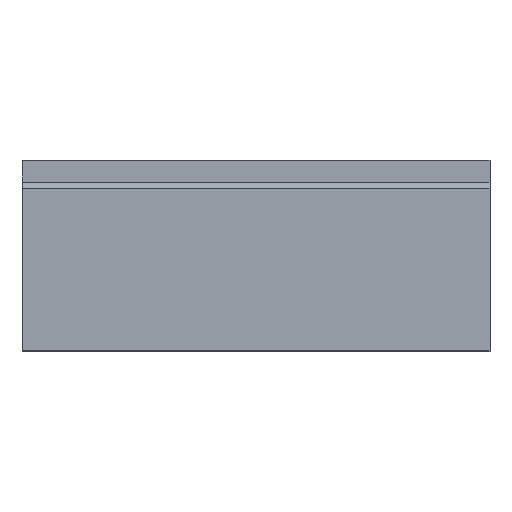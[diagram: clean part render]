
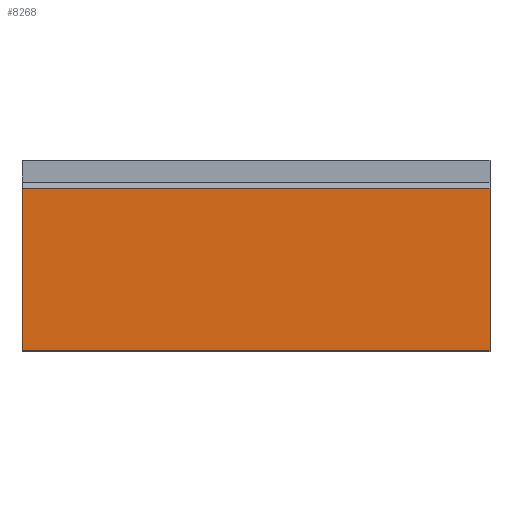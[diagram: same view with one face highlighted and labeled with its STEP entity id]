
A CAD part, top view. The second image highlights one B-rep face of the part: STEP entity #8268.
In plain terms, the highlighted planar face has unit normal (0, 0, 1).
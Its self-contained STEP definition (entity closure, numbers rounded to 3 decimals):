
#41 = DIRECTION ( 'NONE',  ( 0., -1., 0. ) ) ;
#809 = DIRECTION ( 'NONE',  ( 0., -1., 0. ) ) ;
#1666 = LINE ( 'NONE', #2215, #8028 ) ;
#2211 = EDGE_CURVE ( 'NONE', #4156, #10696, #1666, .T. ) ;
#2215 = CARTESIAN_POINT ( 'NONE',  ( 0., 0., 26.85 ) ) ;
#2275 = VECTOR ( 'NONE', #14960, 1000. ) ;
#2596 = FACE_OUTER_BOUND ( 'NONE', #2848, .T. ) ;
#2848 = EDGE_LOOP ( 'NONE', ( #5857, #8344, #11703, #3132 ) ) ;
#3132 = ORIENTED_EDGE ( 'NONE', *, *, #2211, .F. ) ;
#3320 = CARTESIAN_POINT ( 'NONE',  ( -70., -28.5, 26.85 ) ) ;
#3633 = EDGE_CURVE ( 'NONE', #4143, #10696, #7042, .T. ) ;
#3773 = CARTESIAN_POINT ( 'NONE',  ( -70., -4.25, 26.85 ) ) ;
#3866 = VECTOR ( 'NONE', #5890, 1000. ) ;
#4143 = VERTEX_POINT ( 'NONE', #3320 ) ;
#4156 = VERTEX_POINT ( 'NONE', #10470 ) ;
#5109 = CARTESIAN_POINT ( 'NONE',  ( 0., -28.5, 26.85 ) ) ;
#5141 = VERTEX_POINT ( 'NONE', #3773 ) ;
#5168 = AXIS2_PLACEMENT_3D ( 'NONE', #6002, #7197, #41 ) ;
#5820 = CARTESIAN_POINT ( 'NONE',  ( -70., 0., 26.85 ) ) ;
#5857 = ORIENTED_EDGE ( 'NONE', *, *, #12715, .F. ) ;
#5890 = DIRECTION ( 'NONE',  ( 1., 0., 0. ) ) ;
#6002 = CARTESIAN_POINT ( 'NONE',  ( -130.794, 0., 26.85 ) ) ;
#6667 = CARTESIAN_POINT ( 'NONE',  ( -70., -4.25, 26.85 ) ) ;
#7016 = DIRECTION ( 'NONE',  ( 0., 1., 0. ) ) ;
#7042 = LINE ( 'NONE', #12991, #3866 ) ;
#7197 = DIRECTION ( 'NONE',  ( 0., 0., 1. ) ) ;
#7892 = LINE ( 'NONE', #6667, #2275 ) ;
#8028 = VECTOR ( 'NONE', #809, 1000. ) ;
#8268 = ADVANCED_FACE ( 'NONE', ( #2596 ), #14303, .T. ) ;
#8344 = ORIENTED_EDGE ( 'NONE', *, *, #9500, .F. ) ;
#9500 = EDGE_CURVE ( 'NONE', #4143, #5141, #10626, .T. ) ;
#10470 = CARTESIAN_POINT ( 'NONE',  ( 0., -4.25, 26.85 ) ) ;
#10626 = LINE ( 'NONE', #5820, #12657 ) ;
#10696 = VERTEX_POINT ( 'NONE', #5109 ) ;
#11703 = ORIENTED_EDGE ( 'NONE', *, *, #3633, .T. ) ;
#12657 = VECTOR ( 'NONE', #7016, 1000. ) ;
#12715 = EDGE_CURVE ( 'NONE', #5141, #4156, #7892, .T. ) ;
#12991 = CARTESIAN_POINT ( 'NONE',  ( -130.794, -28.5, 26.85 ) ) ;
#14303 = PLANE ( 'NONE',  #5168 ) ;
#14960 = DIRECTION ( 'NONE',  ( 1., 0., 0. ) ) ;
